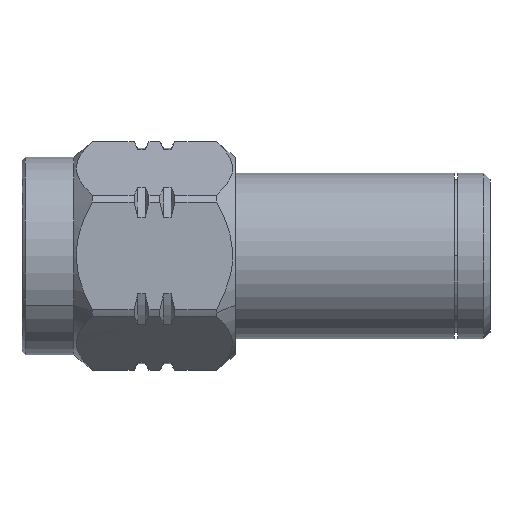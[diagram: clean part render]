
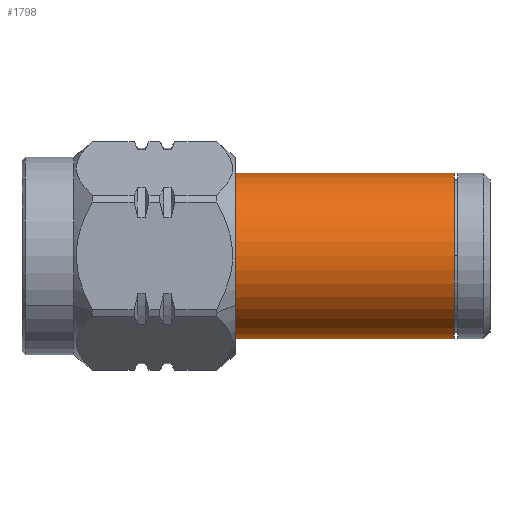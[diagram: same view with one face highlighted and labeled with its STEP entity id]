
A CAD part, top view. The second image highlights one B-rep face of the part: STEP entity #1798.
In plain terms, the highlighted cylindrical face has radius 3.251 mm (diameter 6.502 mm), a partial arc.
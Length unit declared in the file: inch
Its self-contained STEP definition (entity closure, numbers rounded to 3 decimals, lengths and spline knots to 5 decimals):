
#51 = DIRECTION ( 'NONE',  ( 0., 0., -1. ) ) ;
#166 = LINE ( 'NONE', #927, #8567 ) ;
#404 = DIRECTION ( 'NONE',  ( 1., 0., 0. ) ) ;
#413 = ORIENTED_EDGE ( 'NONE', *, *, #7595, .T. ) ;
#693 = CIRCLE ( 'NONE', #10431, 0.128 ) ;
#751 = DIRECTION ( 'NONE',  ( -1., 0., 0. ) ) ;
#790 = CARTESIAN_POINT ( 'NONE',  ( 0.66941, -0.128, 0. ) ) ;
#927 = CARTESIAN_POINT ( 'NONE',  ( -0.03204, 0.128, 0. ) ) ;
#1155 = FACE_OUTER_BOUND ( 'NONE', #8146, .T. ) ;
#1259 = VECTOR ( 'NONE', #9982, 39.37008 ) ;
#1598 = AXIS2_PLACEMENT_3D ( 'NONE', #3684, #4420, #2015 ) ;
#1662 = EDGE_CURVE ( 'NONE', #3077, #7954, #3300, .T. ) ;
#1671 = DIRECTION ( 'NONE',  ( 1., 0., 0. ) ) ;
#1798 = ADVANCED_FACE ( 'NONE', ( #1155 ), #5218, .T. ) ;
#2015 = DIRECTION ( 'NONE',  ( 0., 1., 0. ) ) ;
#2496 = CARTESIAN_POINT ( 'NONE',  ( -0.03204, -0.128, 0. ) ) ;
#2576 = CARTESIAN_POINT ( 'NONE',  ( 0.66941, 0.128, 0. ) ) ;
#2840 = ORIENTED_EDGE ( 'NONE', *, *, #10198, .F. ) ;
#3077 = VERTEX_POINT ( 'NONE', #7165 ) ;
#3096 = ORIENTED_EDGE ( 'NONE', *, *, #9807, .T. ) ;
#3101 = CARTESIAN_POINT ( 'NONE',  ( 0.66941, 0., 0. ) ) ;
#3300 = LINE ( 'NONE', #2496, #1259 ) ;
#3429 = VERTEX_POINT ( 'NONE', #2576 ) ;
#3684 = CARTESIAN_POINT ( 'NONE',  ( -0.03204, 0., 0. ) ) ;
#4420 = DIRECTION ( 'NONE',  ( 1., 0., 0. ) ) ;
#4721 = ORIENTED_EDGE ( 'NONE', *, *, #1662, .T. ) ;
#5149 = AXIS2_PLACEMENT_3D ( 'NONE', #3101, #751, #51 ) ;
#5202 = CARTESIAN_POINT ( 'NONE',  ( 0.28, 0.128, 0. ) ) ;
#5218 = CYLINDRICAL_SURFACE ( 'NONE', #1598, 0.128 ) ;
#6966 = CARTESIAN_POINT ( 'NONE',  ( 0.28, 0., 0. ) ) ;
#7165 = CARTESIAN_POINT ( 'NONE',  ( 0.28, -0.128, 0. ) ) ;
#7595 = EDGE_CURVE ( 'NONE', #7954, #3429, #9770, .T. ) ;
#7954 = VERTEX_POINT ( 'NONE', #790 ) ;
#8146 = EDGE_LOOP ( 'NONE', ( #3096, #4721, #413, #2840 ) ) ;
#8567 = VECTOR ( 'NONE', #1671, 39.37008 ) ;
#9122 = VERTEX_POINT ( 'NONE', #5202 ) ;
#9770 = CIRCLE ( 'NONE', #5149, 0.128 ) ;
#9807 = EDGE_CURVE ( 'NONE', #9122, #3077, #693, .T. ) ;
#9982 = DIRECTION ( 'NONE',  ( 1., 0., 0. ) ) ;
#10198 = EDGE_CURVE ( 'NONE', #9122, #3429, #166, .T. ) ;
#10238 = DIRECTION ( 'NONE',  ( 0., 0., -1. ) ) ;
#10431 = AXIS2_PLACEMENT_3D ( 'NONE', #6966, #404, #10238 ) ;
